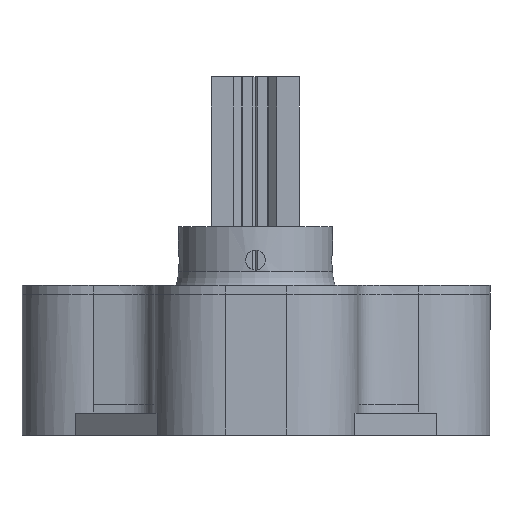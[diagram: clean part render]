
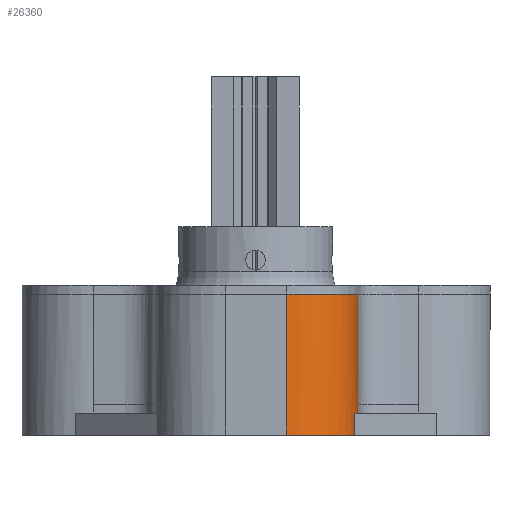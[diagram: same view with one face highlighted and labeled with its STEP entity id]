
A CAD part, left-side view. The second image highlights one B-rep face of the part: STEP entity #26360.
In plain terms, the highlighted cylindrical face has radius 16.16 mm (diameter 32.32 mm), a partial arc.
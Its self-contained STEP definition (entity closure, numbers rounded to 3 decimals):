
#3643=FACE_OUTER_BOUND('',#5444,.T.);
#5444=EDGE_LOOP('',(#24416,#24417,#24418,#24419,#24420,#24421,#24422));
#7754=LINE('',#43199,#10600);
#8203=LINE('',#45510,#11049);
#8295=LINE('',#45955,#11141);
#8296=LINE('',#45957,#11142);
#10600=VECTOR('',#34305,10.);
#11049=VECTOR('',#35610,10.);
#11141=VECTOR('',#35866,10.);
#11142=VECTOR('',#35869,10.);
#11517=CIRCLE('',#28258,16.16);
#11569=CIRCLE('',#28340,16.16);
#11633=CIRCLE('',#28454,16.16);
#13481=VERTEX_POINT('',#43193);
#13483=VERTEX_POINT('',#43197);
#13485=VERTEX_POINT('',#43203);
#13568=VERTEX_POINT('',#43690);
#13569=VERTEX_POINT('',#43692);
#13801=VERTEX_POINT('',#44609);
#14022=VERTEX_POINT('',#45497);
#16696=EDGE_CURVE('',#13481,#13483,#7754,.T.);
#16699=EDGE_CURVE('',#13483,#13485,#11517,.T.);
#16804=EDGE_CURVE('',#13568,#13569,#11569,.T.);
#17086=EDGE_CURVE('',#13481,#13801,#11633,.T.);
#17421=EDGE_CURVE('',#14022,#13485,#8203,.T.);
#17521=EDGE_CURVE('',#14022,#13569,#8295,.T.);
#17522=EDGE_CURVE('',#13801,#13568,#8296,.T.);
#24416=ORIENTED_EDGE('',*,*,#16699,.T.);
#24417=ORIENTED_EDGE('',*,*,#17421,.F.);
#24418=ORIENTED_EDGE('',*,*,#17521,.T.);
#24419=ORIENTED_EDGE('',*,*,#16804,.F.);
#24420=ORIENTED_EDGE('',*,*,#17522,.F.);
#24421=ORIENTED_EDGE('',*,*,#17086,.F.);
#24422=ORIENTED_EDGE('',*,*,#16696,.T.);
#24824=CYLINDRICAL_SURFACE('',#28766,16.16);
#26360=ADVANCED_FACE('',(#3643),#24824,.T.);
#28258=AXIS2_PLACEMENT_3D('',#43220,#34310,#34311);
#28340=AXIS2_PLACEMENT_3D('',#43693,#34512,#34513);
#28454=AXIS2_PLACEMENT_3D('',#44610,#34923,#34924);
#28766=AXIS2_PLACEMENT_3D('',#45956,#35867,#35868);
#34305=DIRECTION('',(0.,0.,1.));
#34310=DIRECTION('center_axis',(0.,0.,
1.));
#34311=DIRECTION('ref_axis',(-1.,0.,0.));
#34512=DIRECTION('center_axis',(0.,0.,
1.));
#34513=DIRECTION('ref_axis',(-1.,0.,0.));
#34923=DIRECTION('center_axis',(0.,0.,
-1.));
#34924=DIRECTION('ref_axis',(0.,-1.,0.));
#35610=DIRECTION('',(0.,0.,-1.));
#35866=DIRECTION('',(0.,0.,1.));
#35867=DIRECTION('center_axis',(0.,0.,
1.));
#35868=DIRECTION('ref_axis',(-1.,0.,0.));
#35869=DIRECTION('',(0.,0.,1.));
#43193=CARTESIAN_POINT('',(-41.97,-23.705,-7.347));
#43197=CARTESIAN_POINT('',(-41.97,-23.705,-2.347));
#43199=CARTESIAN_POINT('',(-41.97,-23.705,2.653));
#43203=CARTESIAN_POINT('',(-37.36,-24.377,-2.347));
#43220=CARTESIAN_POINT('Origin',(-37.36,-8.217,-2.347));
#43690=CARTESIAN_POINT('',(-53.52,-8.217,24.653));
#43692=CARTESIAN_POINT('',(-37.36,-24.377,24.653));
#43693=CARTESIAN_POINT('Origin',(-37.36,-8.217,24.653));
#44609=CARTESIAN_POINT('',(-53.52,-8.217,-7.347));
#44610=CARTESIAN_POINT('Origin',(-37.36,-8.217,-7.347));
#45497=CARTESIAN_POINT('',(-37.36,-24.377,-0.347));
#45510=CARTESIAN_POINT('',(-37.36,-24.377,-0.347));
#45955=CARTESIAN_POINT('',(-37.36,-24.377,2.653));
#45956=CARTESIAN_POINT('Origin',(-37.36,-8.217,2.653));
#45957=CARTESIAN_POINT('',(-53.52,-8.217,2.653));
